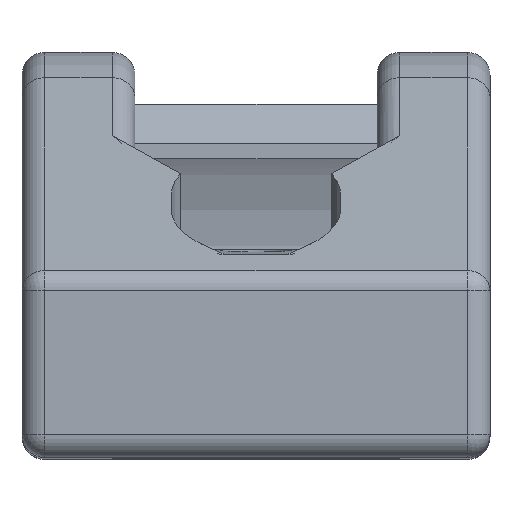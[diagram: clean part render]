
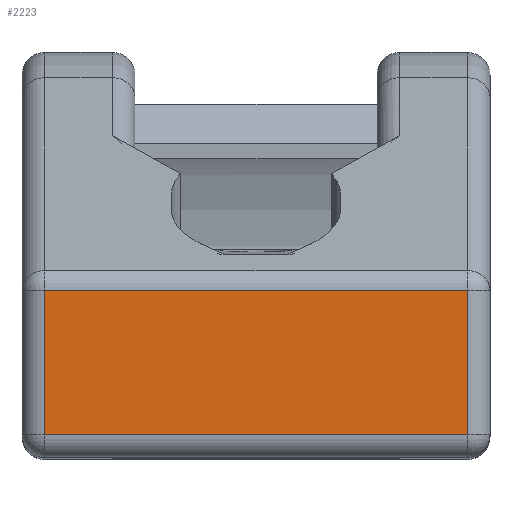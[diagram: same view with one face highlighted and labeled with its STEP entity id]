
A CAD part, top view. The second image highlights one B-rep face of the part: STEP entity #2223.
In plain terms, the highlighted planar face has unit normal (0, 0, 1).
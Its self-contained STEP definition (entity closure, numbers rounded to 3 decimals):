
#246=FACE_OUTER_BOUND('',#384,.T.);
#384=EDGE_LOOP('',(#1676,#1677,#1678,#1679));
#549=LINE('',#3402,#770);
#552=LINE('',#3414,#773);
#553=LINE('',#3418,#774);
#556=LINE('',#3432,#777);
#770=VECTOR('',#2713,10.);
#773=VECTOR('',#2724,10.);
#774=VECTOR('',#2729,10.);
#777=VECTOR('',#2748,10.);
#976=VERTEX_POINT('',#3399);
#977=VERTEX_POINT('',#3401);
#979=VERTEX_POINT('',#3407);
#982=VERTEX_POINT('',#3412);
#1202=EDGE_CURVE('',#976,#977,#549,.T.);
#1208=EDGE_CURVE('',#982,#979,#552,.T.);
#1210=EDGE_CURVE('',#977,#982,#553,.T.);
#1218=EDGE_CURVE('',#979,#976,#556,.T.);
#1676=ORIENTED_EDGE('',*,*,#1208,.F.);
#1677=ORIENTED_EDGE('',*,*,#1210,.F.);
#1678=ORIENTED_EDGE('',*,*,#1202,.F.);
#1679=ORIENTED_EDGE('',*,*,#1218,.F.);
#2140=PLANE('',#2407);
#2223=ADVANCED_FACE('',(#246),#2140,.T.);
#2407=AXIS2_PLACEMENT_3D('',#3519,#2815,#2816);
#2713=DIRECTION('',(0.,-1.,0.));
#2724=DIRECTION('',(0.,1.,0.));
#2729=DIRECTION('',(-1.,0.,0.));
#2748=DIRECTION('',(1.,0.,0.));
#2815=DIRECTION('center_axis',(0.,0.,
1.));
#2816=DIRECTION('ref_axis',(0.,1.,0.));
#3399=CARTESIAN_POINT('',(9.343,7.396,51.217));
#3401=CARTESIAN_POINT('',(9.343,1.,51.217));
#3402=CARTESIAN_POINT('',(9.343,3.925,51.217));
#3407=CARTESIAN_POINT('',(-9.343,7.396,51.217));
#3412=CARTESIAN_POINT('',(-9.343,1.,51.217));
#3414=CARTESIAN_POINT('',(-9.343,3.925,51.217));
#3418=CARTESIAN_POINT('',(0.,1.,51.217));
#3432=CARTESIAN_POINT('',(4.346,7.396,51.217));
#3519=CARTESIAN_POINT('Origin',(0.,0.,
51.217));
